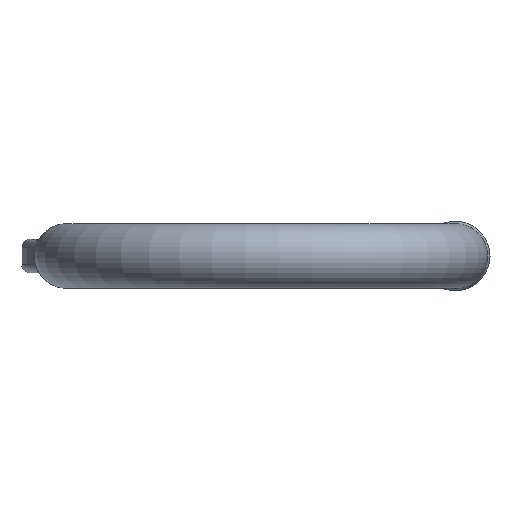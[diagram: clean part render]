
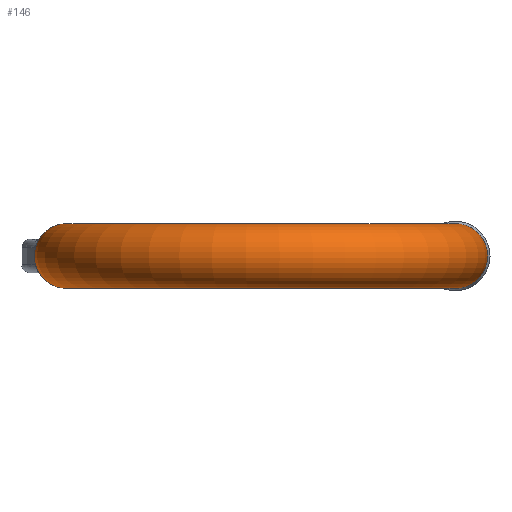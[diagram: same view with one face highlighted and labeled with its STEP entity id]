
A CAD part, front view. The second image highlights one B-rep face of the part: STEP entity #146.
In plain terms, the highlighted toroidal (fillet/blend) face has major radius 150 mm and minor radius 25 mm.
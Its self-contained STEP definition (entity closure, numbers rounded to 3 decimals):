
#138=TOROIDAL_SURFACE('',#977,150.,25.);
#146=ADVANCED_FACE('',(#280,#281),#138,.T.);
#229=CIRCLE('',#973,25.);
#231=CIRCLE('',#976,25.);
#280=FACE_BOUND('',#298,.T.);
#281=FACE_BOUND('',#299,.T.);
#298=EDGE_LOOP('',(#443));
#299=EDGE_LOOP('',(#444));
#443=ORIENTED_EDGE('',*,*,#795,.T.);
#444=ORIENTED_EDGE('',*,*,#793,.F.);
#713=VERTEX_POINT('',#1341);
#715=VERTEX_POINT('',#1346);
#793=EDGE_CURVE('',#713,#713,#229,.T.);
#795=EDGE_CURVE('',#715,#715,#231,.T.);
#973=AXIS2_PLACEMENT_3D('',#1340,#1072,#1073);
#976=AXIS2_PLACEMENT_3D('',#1345,#1078,#1079);
#977=AXIS2_PLACEMENT_3D('',#1347,#1080,#1081);
#1072=DIRECTION('',(0.,1.,0.));
#1073=DIRECTION('',(-1.,0.,0.));
#1078=DIRECTION('',(0.,-1.,0.));
#1079=DIRECTION('',(1.,0.,0.));
#1080=DIRECTION('',(0.,0.,1.));
#1081=DIRECTION('',(1.,0.,0.));
#1340=CARTESIAN_POINT('',(150.,-105.,0.));
#1341=CARTESIAN_POINT('',(125.,-105.,0.));
#1345=CARTESIAN_POINT('',(-150.,-105.,0.));
#1346=CARTESIAN_POINT('',(-125.,-105.,0.));
#1347=CARTESIAN_POINT('',(0.,-105.,0.));
